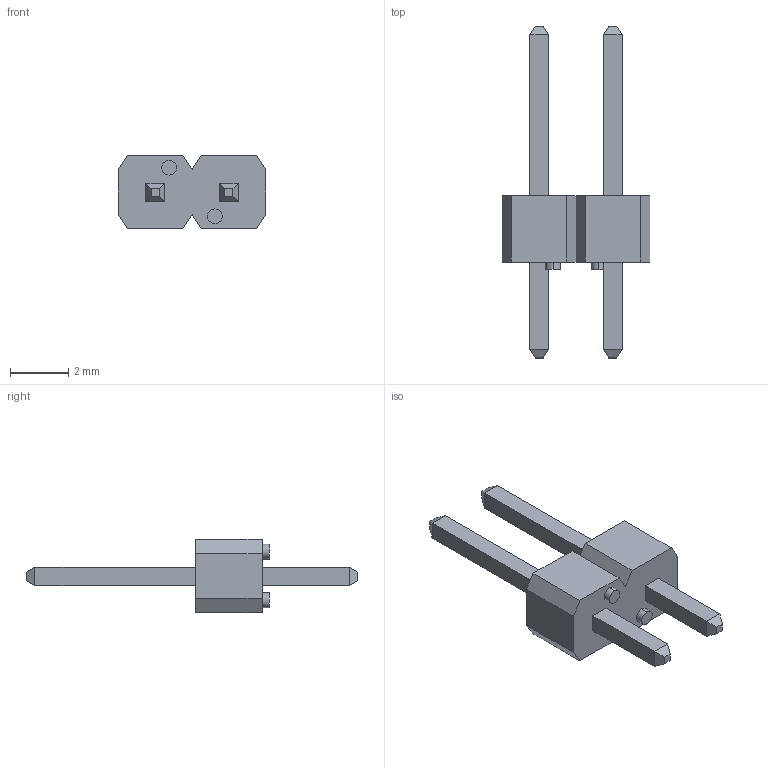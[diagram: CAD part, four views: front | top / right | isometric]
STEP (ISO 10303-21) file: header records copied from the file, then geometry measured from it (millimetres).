
FILE_DESCRIPTION (( 'STEP AP214' ), '1' );
FILE_NAME ('10436, _ _ C02SAAN.STEP', '2012-10-18T23:21:12', ( ' ' ), ( '' ), 'SwSTEP 2.0', 'SolidWorks 2012', '' );
FILE_SCHEMA (( 'AUTOMOTIVE_DESIGN' ));
Length unit declared in the file: inch
Products named in the file (1): 10436, _ _ C02SAAN
Bounding box: 5.08 x 11.43 x 2.54 mm (x, y, z)
Volume: 35.3 mm3; surface area: 105.3 mm2
Topology: 1 solids, 1 shells, 58 faces, 134 edges, 84 vertices
Faces by surface type: plane 54, cylinder 4
Entity records: 1716 total; most frequent: CARTESIAN_POINT 277, ORIENTED_EDGE 268, DIRECTION 260, EDGE_CURVE 134, VECTOR 126, LINE 126, VERTEX_POINT 84, AXIS2_PLACEMENT_3D 67
